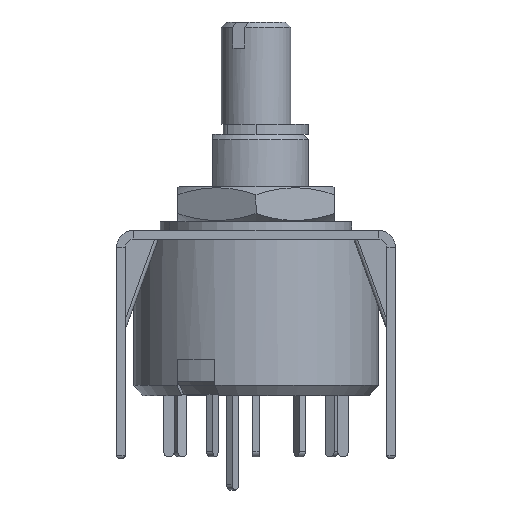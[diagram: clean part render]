
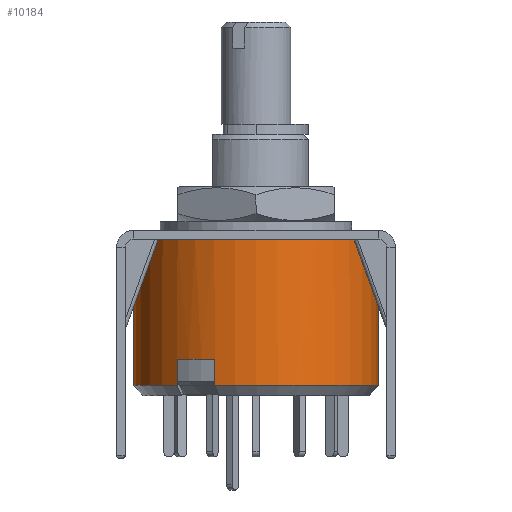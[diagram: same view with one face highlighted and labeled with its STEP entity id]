
A CAD part, front view. The second image highlights one B-rep face of the part: STEP entity #10184.
In plain terms, the highlighted cylindrical face has radius 7 mm (diameter 14 mm), a partial arc.
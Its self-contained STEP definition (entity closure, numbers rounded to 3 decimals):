
#499 = CARTESIAN_POINT ( 'NONE',  ( 0., 0., 9. ) ) ;
#558 = DIRECTION ( 'NONE',  ( 0., 0., -1. ) ) ;
#755 = CARTESIAN_POINT ( 'NONE',  ( -2.361, -6.59, -5.9 ) ) ;
#797 = ORIENTED_EDGE ( 'NONE', *, *, #15859, .F. ) ;
#904 = EDGE_CURVE ( 'NONE', #12594, #14991, #16759, .T. ) ;
#1251 = DIRECTION ( 'NONE',  ( 0., 0., -1. ) ) ;
#1551 = DIRECTION ( 'NONE',  ( 0., 0., -1. ) ) ;
#1585 = EDGE_CURVE ( 'NONE', #14991, #17468, #16309, .T. ) ;
#1915 = EDGE_CURVE ( 'NONE', #17468, #9070, #9794, .T. ) ;
#2270 = CARTESIAN_POINT ( 'NONE',  ( 0., 0., -7.4 ) ) ;
#2447 = CARTESIAN_POINT ( 'NONE',  ( 0., 0., 0.95 ) ) ;
#2449 = ORIENTED_EDGE ( 'NONE', *, *, #1915, .T. ) ;
#3145 = ORIENTED_EDGE ( 'NONE', *, *, #17566, .T. ) ;
#3259 = LINE ( 'NONE', #11549, #16779 ) ;
#3813 = AXIS2_PLACEMENT_3D ( 'NONE', #4127, #16510, #11020 ) ;
#4127 = CARTESIAN_POINT ( 'NONE',  ( 0., 0., -7.4 ) ) ;
#4156 = AXIS2_PLACEMENT_3D ( 'NONE', #2447, #10489, #14769 ) ;
#4576 = FACE_OUTER_BOUND ( 'NONE', #16154, .T. ) ;
#4893 = VERTEX_POINT ( 'NONE', #13882 ) ;
#5008 = CARTESIAN_POINT ( 'NONE',  ( -7., 0., -7.4 ) ) ;
#5593 = CARTESIAN_POINT ( 'NONE',  ( 0., 0., -5.9 ) ) ;
#5990 = ORIENTED_EDGE ( 'NONE', *, *, #1585, .T. ) ;
#6973 = CIRCLE ( 'NONE', #3813, 7. ) ;
#7155 = DIRECTION ( 'NONE',  ( 0., 0., 1. ) ) ;
#7929 = CARTESIAN_POINT ( 'NONE',  ( -2.361, -6.59, 9. ) ) ;
#8168 = AXIS2_PLACEMENT_3D ( 'NONE', #5593, #17559, #10956 ) ;
#8818 = DIRECTION ( 'NONE',  ( 0., 0., -1. ) ) ;
#9070 = VERTEX_POINT ( 'NONE', #13160 ) ;
#9109 = ORIENTED_EDGE ( 'NONE', *, *, #15677, .F. ) ;
#9258 = CIRCLE ( 'NONE', #13328, 7. ) ;
#9395 = VECTOR ( 'NONE', #7155, 1000. ) ;
#9737 = CIRCLE ( 'NONE', #4156, 7. ) ;
#9794 = LINE ( 'NONE', #7929, #12833 ) ;
#10106 = ORIENTED_EDGE ( 'NONE', *, *, #13908, .F. ) ;
#10184 = ADVANCED_FACE ( 'NONE', ( #4576 ), #15056, .T. ) ;
#10489 = DIRECTION ( 'NONE',  ( 0., 0., -1. ) ) ;
#10542 = ORIENTED_EDGE ( 'NONE', *, *, #13780, .T. ) ;
#10773 = LINE ( 'NONE', #10961, #15968 ) ;
#10956 = DIRECTION ( 'NONE',  ( -1., 0., 0. ) ) ;
#10961 = CARTESIAN_POINT ( 'NONE',  ( 7., 0., 9. ) ) ;
#11020 = DIRECTION ( 'NONE',  ( 1., 0., 0. ) ) ;
#11549 = CARTESIAN_POINT ( 'NONE',  ( -7., 0., 9. ) ) ;
#12078 = ORIENTED_EDGE ( 'NONE', *, *, #904, .T. ) ;
#12594 = VERTEX_POINT ( 'NONE', #13233 ) ;
#12603 = VERTEX_POINT ( 'NONE', #5008 ) ;
#12833 = VECTOR ( 'NONE', #13500, 1000. ) ;
#13160 = CARTESIAN_POINT ( 'NONE',  ( -2.361, -6.59, -7.4 ) ) ;
#13233 = CARTESIAN_POINT ( 'NONE',  ( -4.526, -5.34, -7.4 ) ) ;
#13328 = AXIS2_PLACEMENT_3D ( 'NONE', #2270, #1251, #16338 ) ;
#13456 = CARTESIAN_POINT ( 'NONE',  ( -7., 0., 0.95 ) ) ;
#13500 = DIRECTION ( 'NONE',  ( 0., 0., -1. ) ) ;
#13627 = CARTESIAN_POINT ( 'NONE',  ( 7., 0., -7.4 ) ) ;
#13780 = EDGE_CURVE ( 'NONE', #4893, #16303, #9737, .T. ) ;
#13882 = CARTESIAN_POINT ( 'NONE',  ( 7., 0., 0.95 ) ) ;
#13908 = EDGE_CURVE ( 'NONE', #12594, #12603, #6973, .T. ) ;
#14769 = DIRECTION ( 'NONE',  ( -1., 0., 0. ) ) ;
#14991 = VERTEX_POINT ( 'NONE', #15940 ) ;
#15056 = CYLINDRICAL_SURFACE ( 'NONE', #15228, 7. ) ;
#15228 = AXIS2_PLACEMENT_3D ( 'NONE', #499, #558, #15401 ) ;
#15401 = DIRECTION ( 'NONE',  ( -1., 0., 0. ) ) ;
#15436 = CARTESIAN_POINT ( 'NONE',  ( -4.526, -5.34, 9. ) ) ;
#15677 = EDGE_CURVE ( 'NONE', #16242, #9070, #9258, .T. ) ;
#15859 = EDGE_CURVE ( 'NONE', #4893, #16242, #10773, .T. ) ;
#15940 = CARTESIAN_POINT ( 'NONE',  ( -4.526, -5.34, -5.9 ) ) ;
#15968 = VECTOR ( 'NONE', #1551, 1000. ) ;
#16154 = EDGE_LOOP ( 'NONE', ( #797, #10542, #3145, #10106, #12078, #5990, #2449, #9109 ) ) ;
#16242 = VERTEX_POINT ( 'NONE', #13627 ) ;
#16303 = VERTEX_POINT ( 'NONE', #13456 ) ;
#16309 = CIRCLE ( 'NONE', #8168, 7. ) ;
#16338 = DIRECTION ( 'NONE',  ( 1., 0., 0. ) ) ;
#16510 = DIRECTION ( 'NONE',  ( 0., 0., -1. ) ) ;
#16759 = LINE ( 'NONE', #15436, #9395 ) ;
#16779 = VECTOR ( 'NONE', #8818, 1000. ) ;
#17468 = VERTEX_POINT ( 'NONE', #755 ) ;
#17559 = DIRECTION ( 'NONE',  ( 0., 0., 1. ) ) ;
#17566 = EDGE_CURVE ( 'NONE', #16303, #12603, #3259, .T. ) ;
